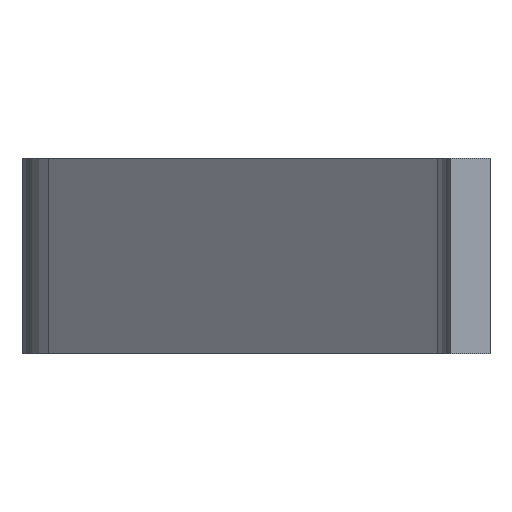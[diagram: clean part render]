
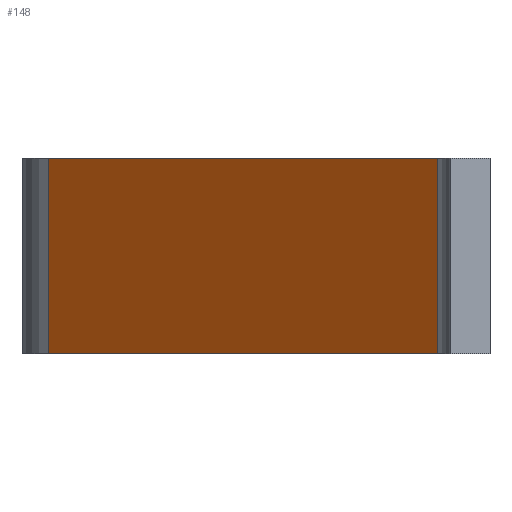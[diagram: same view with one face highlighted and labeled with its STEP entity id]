
A CAD part, front view. The second image highlights one B-rep face of the part: STEP entity #148.
In plain terms, the highlighted planar face has unit normal (-0.661, -0.75, 0).
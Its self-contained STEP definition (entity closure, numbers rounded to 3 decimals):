
#85 = DIRECTION ( 'NONE',  ( 0., 0., -1. ) ) ;
#101 = EDGE_CURVE ( 'NONE', #1293, #915, #1038, .T. ) ;
#148 = ADVANCED_FACE ( 'NONE', ( #1112 ), #190, .F. ) ;
#185 = VERTEX_POINT ( 'NONE', #225 ) ;
#190 = PLANE ( 'NONE',  #1319 ) ;
#225 = CARTESIAN_POINT ( 'NONE',  ( -45.292, -123.389, 10. ) ) ;
#368 = CARTESIAN_POINT ( 'NONE',  ( -48., -121., 10. ) ) ;
#373 = EDGE_LOOP ( 'NONE', ( #752, #844, #1016, #428 ) ) ;
#413 = CARTESIAN_POINT ( 'NONE',  ( -48., -121., -10. ) ) ;
#416 = CARTESIAN_POINT ( 'NONE',  ( -48., -121., 10. ) ) ;
#428 = ORIENTED_EDGE ( 'NONE', *, *, #1311, .T. ) ;
#474 = LINE ( 'NONE', #368, #1390 ) ;
#478 = DIRECTION ( 'NONE',  ( 0.75, -0.661, 0. ) ) ;
#506 = DIRECTION ( 'NONE',  ( 0.75, -0.661, 0. ) ) ;
#514 = DIRECTION ( 'NONE',  ( 0.661, 0.75, 0. ) ) ;
#569 = EDGE_CURVE ( 'NONE', #1241, #915, #886, .T. ) ;
#731 = CARTESIAN_POINT ( 'NONE',  ( -45.292, -123.389, 10. ) ) ;
#743 = CARTESIAN_POINT ( 'NONE',  ( -5.354, -158.611, -10. ) ) ;
#752 = ORIENTED_EDGE ( 'NONE', *, *, #101, .T. ) ;
#787 = DIRECTION ( 'NONE',  ( 0., 0., -1. ) ) ;
#832 = CARTESIAN_POINT ( 'NONE',  ( -5.354, -158.611, 10. ) ) ;
#836 = EDGE_CURVE ( 'NONE', #185, #1241, #474, .T. ) ;
#844 = ORIENTED_EDGE ( 'NONE', *, *, #569, .F. ) ;
#849 = LINE ( 'NONE', #731, #935 ) ;
#886 = LINE ( 'NONE', #1213, #1205 ) ;
#915 = VERTEX_POINT ( 'NONE', #743 ) ;
#935 = VECTOR ( 'NONE', #85, 1000. ) ;
#1016 = ORIENTED_EDGE ( 'NONE', *, *, #836, .F. ) ;
#1026 = CARTESIAN_POINT ( 'NONE',  ( -45.292, -123.389, -10. ) ) ;
#1038 = LINE ( 'NONE', #413, #1195 ) ;
#1112 = FACE_OUTER_BOUND ( 'NONE', #373, .T. ) ;
#1195 = VECTOR ( 'NONE', #506, 1000. ) ;
#1205 = VECTOR ( 'NONE', #787, 1000. ) ;
#1213 = CARTESIAN_POINT ( 'NONE',  ( -5.354, -158.611, 10. ) ) ;
#1241 = VERTEX_POINT ( 'NONE', #832 ) ;
#1293 = VERTEX_POINT ( 'NONE', #1026 ) ;
#1311 = EDGE_CURVE ( 'NONE', #185, #1293, #849, .T. ) ;
#1319 = AXIS2_PLACEMENT_3D ( 'NONE', #416, #514, #1391 ) ;
#1390 = VECTOR ( 'NONE', #478, 1000. ) ;
#1391 = DIRECTION ( 'NONE',  ( -0.75, 0.661, 0. ) ) ;
